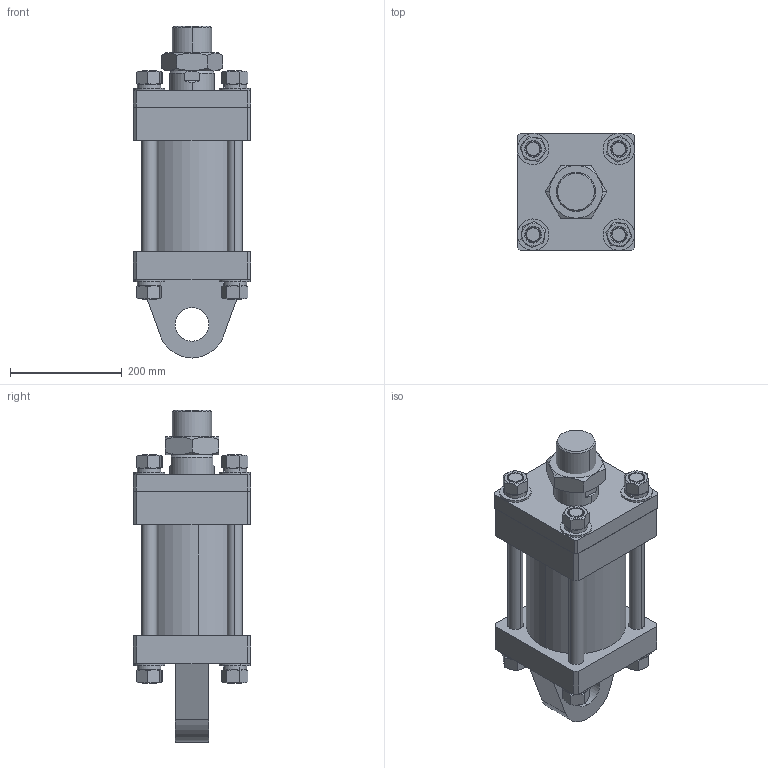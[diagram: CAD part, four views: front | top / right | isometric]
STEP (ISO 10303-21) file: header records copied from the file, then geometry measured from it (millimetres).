
FILE_DESCRIPTION (( 'STEP AP203' ), '1' );
FILE_NAME ('HOB-150-80-100-CA.STEP', '2021-04-27T08:32:53', ( '微软用户' ), ( '微软中国' ), 'SwSTEP 2.0', 'SolidWorks 2012', '' );
FILE_SCHEMA (( 'CONFIG_CONTROL_DESIGN' ));
Length unit declared in the file: millimetre
Products named in the file (11): HOB-150-80-100-CA; hex thin nuts grades ab gb_GB_FASTENER_NUT_STNABTT  B M64X4.0-C; hex nuts, style 1-grades ab gb_GB_FASTENER_NUT_SNAB1  B M27-N; spring lock washers--normal type gb_GB_FASTENER_WASHER_SW 27; plain washers--product grade c gb_GB_FASTENER_WASHER_SMWC 30; HOB-150-80-100嶺裝; HOB-150-80-100活塞杆; HOB-150-80-100掛极; HOB-150-80-100-CA綴裔; HOB-150-80-100前盖; HOB-150-80-100楊擘
Assembly tree (34 placements, depth 2):
  HOB-150-80-100-CA
    HOB-150-80-100楊擘
    HOB-150-80-100前盖
    HOB-150-80-100-CA綴裔
    HOB-150-80-100掛极
    HOB-150-80-100活塞杆
    HOB-150-80-100嶺裝  x4
    plain washers--product grade c gb_GB_FASTENER_WASHER_SMWC 30  x8
    spring lock washers--normal type gb_GB_FASTENER_WASHER_SW 27  x8
    hex nuts, style 1-grades ab gb_GB_FASTENER_NUT_SNAB1  B M27-N  x8
    hex thin nuts grades ab gb_GB_FASTENER_NUT_STNABTT  B M64X4.0-C
Bounding box: 210 x 210 x 593 mm (x, y, z)
Volume: 11844417.5 mm3; surface area: 1150253.7 mm2
Topology: 34 solids, 34 shells, 468 faces, 1053 edges, 663 vertices
Faces by surface type: cylinder 174, plane 173, cone 109, torus 12
Entity records: 8405 total; most frequent: CARTESIAN_POINT 1586, DIRECTION 1158, ORIENTED_EDGE 958, EDGE_CURVE 479, AXIS2_PLACEMENT_3D 477, VERTEX_POINT 303, EDGE_LOOP 258, CIRCLE 234
